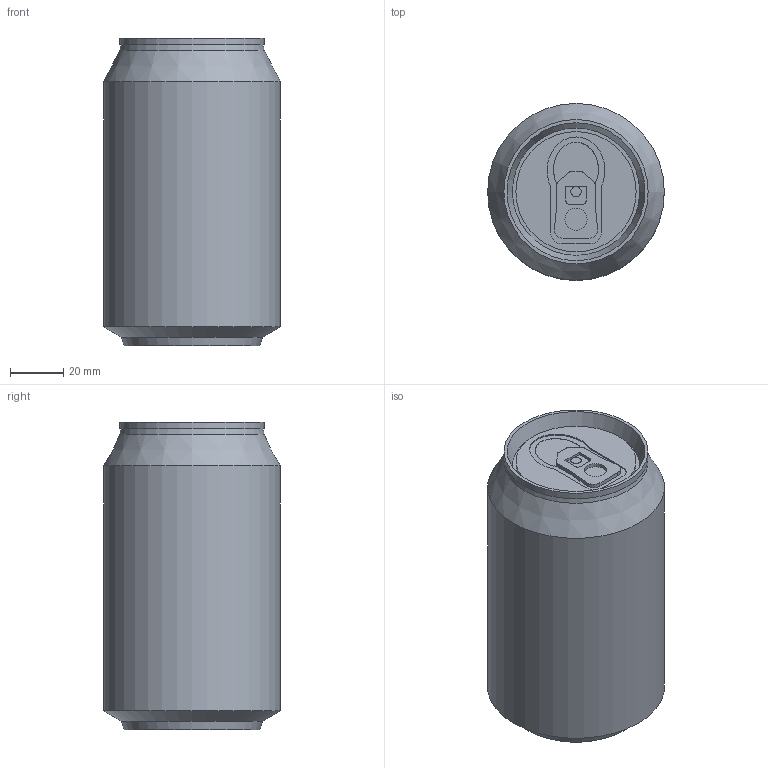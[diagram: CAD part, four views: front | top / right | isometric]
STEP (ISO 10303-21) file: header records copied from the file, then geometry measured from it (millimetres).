
FILE_DESCRIPTION(('FreeCAD Model'),'2;1');
FILE_NAME('coca-cola-can.step','2015-03-07T11:57:50',(''),(''), 'Open CASCADE STEP processor 6.7','FreeCAD','Unknown');
FILE_SCHEMA(('AUTOMOTIVE_DESIGN_CC2 { 1 2 10303 214 -1 1 5 4 }'));
Length unit declared in the file: millimetre
Products named in the file (1): final-can
Bounding box: 66.1 x 66.1 x 115.2 mm (x, y, z)
Volume: 354864.7 mm3; surface area: 30624.5 mm2
Topology: 1 solids, 1 shells, 53 faces, 121 edges, 78 vertices
Faces by surface type: plane 28, cylinder 16, cone 5, extrusion 2, revolution 1, sphere 1
Full cylindrical faces by diameter (mm): 3.8 x1, 8.3 x1, 44.8 x1, 45 x1, 54 x1, 66.1 x1
Entity records: 3521 total; most frequent: CARTESIAN_POINT 637, DIRECTION 496, VECTOR 272, LINE 270, ORIENTED_EDGE 240, PCURVE 240, DEFINITIONAL_REPRESENTATION 240, EDGE_CURVE 120
